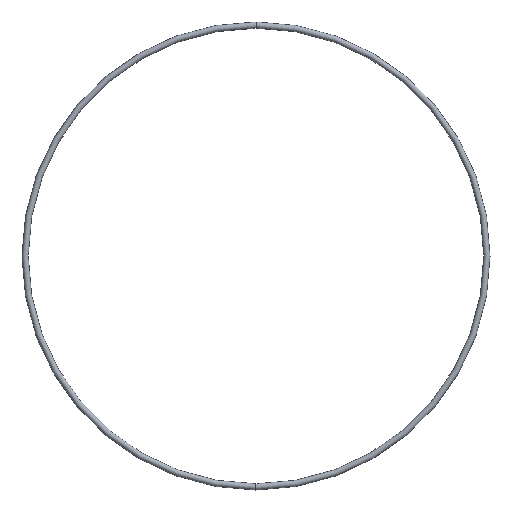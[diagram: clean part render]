
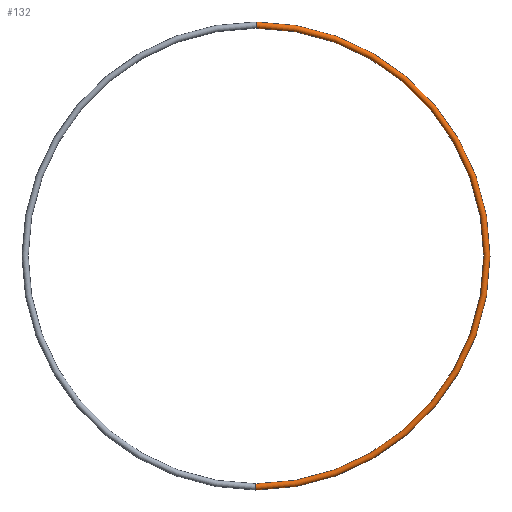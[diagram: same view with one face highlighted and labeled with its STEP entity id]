
A CAD part, left-side view. The second image highlights one B-rep face of the part: STEP entity #132.
In plain terms, the highlighted toroidal (fillet/blend) face has major radius 259.495 mm and minor radius 3.495 mm.
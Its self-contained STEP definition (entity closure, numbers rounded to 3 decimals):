
#3 = EDGE_LOOP ( 'NONE', ( #7, #25, #11, #4 ) ) ;
#4 = ORIENTED_EDGE ( 'NONE', *, *, #154, .F. ) ;
#7 = ORIENTED_EDGE ( 'NONE', *, *, #157, .F. ) ;
#11 = ORIENTED_EDGE ( 'NONE', *, *, #151, .T. ) ;
#13 = CIRCLE ( 'NONE', #139, 262.99 ) ;
#15 = CIRCLE ( 'NONE', #141, 3.495 ) ;
#24 = CIRCLE ( 'NONE', #137, 256. ) ;
#25 = ORIENTED_EDGE ( 'NONE', *, *, #155, .T. ) ;
#26 = CIRCLE ( 'NONE', #136, 3.495 ) ;
#29 = TOROIDAL_SURFACE ( 'NONE', #102, 259.495, 3.495 ) ;
#40 = FACE_OUTER_BOUND ( 'NONE', #3, .T. ) ;
#78 = DIRECTION ( 'NONE',  ( 0., 0., 1. ) ) ;
#79 = DIRECTION ( 'NONE',  ( 0., 1., 0. ) ) ;
#83 = DIRECTION ( 'NONE',  ( 0., 0., 1. ) ) ;
#84 = DIRECTION ( 'NONE',  ( -1., 0., 0. ) ) ;
#85 = CARTESIAN_POINT ( 'NONE',  ( 0., 0., -259.495 ) ) ;
#86 = DIRECTION ( 'NONE',  ( 0., 0., 1. ) ) ;
#87 = DIRECTION ( 'NONE',  ( -1., 0., 0. ) ) ;
#89 = CARTESIAN_POINT ( 'NONE',  ( 0., 0., 0. ) ) ;
#93 = DIRECTION ( 'NONE',  ( 0., 0., -1. ) ) ;
#94 = DIRECTION ( 'NONE',  ( 0., -1., 0. ) ) ;
#96 = CARTESIAN_POINT ( 'NONE',  ( 0., 0., 259.495 ) ) ;
#99 = CARTESIAN_POINT ( 'NONE',  ( 0., 0., 0. ) ) ;
#101 = DIRECTION ( 'NONE',  ( 0., 0., 1. ) ) ;
#102 = AXIS2_PLACEMENT_3D ( 'NONE', #104, #126, #101 ) ;
#104 = CARTESIAN_POINT ( 'NONE',  ( 0., 0., 0. ) ) ;
#109 = CARTESIAN_POINT ( 'NONE',  ( 0., 0., 256. ) ) ;
#110 = CARTESIAN_POINT ( 'NONE',  ( 0., 0., 262.99 ) ) ;
#121 = CARTESIAN_POINT ( 'NONE',  ( 0., 0., -256. ) ) ;
#122 = VERTEX_POINT ( 'NONE', #124 ) ;
#123 = VERTEX_POINT ( 'NONE', #121 ) ;
#124 = CARTESIAN_POINT ( 'NONE',  ( 0., 0., -262.99 ) ) ;
#125 = VERTEX_POINT ( 'NONE', #110 ) ;
#126 = DIRECTION ( 'NONE',  ( -1., 0., 0. ) ) ;
#128 = VERTEX_POINT ( 'NONE', #109 ) ;
#132 = ADVANCED_FACE ( 'NONE', ( #40 ), #29, .T. ) ;
#136 = AXIS2_PLACEMENT_3D ( 'NONE', #96, #94, #93 ) ;
#137 = AXIS2_PLACEMENT_3D ( 'NONE', #89, #87, #86 ) ;
#139 = AXIS2_PLACEMENT_3D ( 'NONE', #99, #84, #83 ) ;
#141 = AXIS2_PLACEMENT_3D ( 'NONE', #85, #79, #78 ) ;
#151 = EDGE_CURVE ( 'NONE', #125, #128, #26, .T. ) ;
#154 = EDGE_CURVE ( 'NONE', #123, #128, #24, .T. ) ;
#155 = EDGE_CURVE ( 'NONE', #122, #125, #13, .T. ) ;
#157 = EDGE_CURVE ( 'NONE', #122, #123, #15, .T. ) ;
